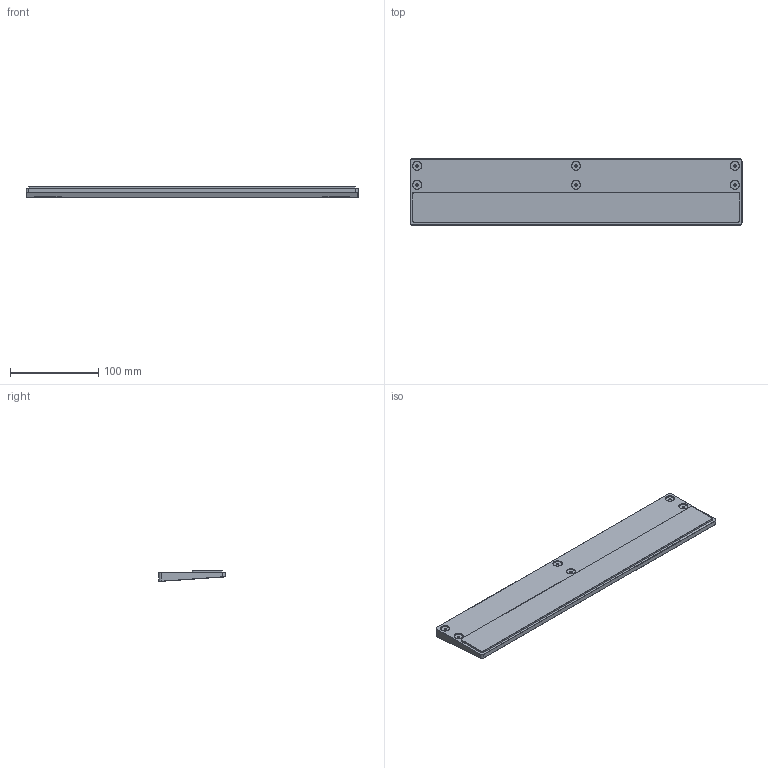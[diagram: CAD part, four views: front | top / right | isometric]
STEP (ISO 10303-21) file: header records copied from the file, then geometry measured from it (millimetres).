
FILE_DESCRIPTION(('FreeCAD Model'),'2;1');
FILE_NAME('Open CASCADE Shape Model','2023-06-18T01:47:36',('Author'),( ''),'Open CASCADE STEP processor 7.6','FreeCAD','Unknown');
FILE_SCHEMA(('AUTOMOTIVE_DESIGN { 1 0 10303 214 1 1 1 1 }'));
Length unit declared in the file: millimetre
Products named in the file (2): weight; Body028
Assembly tree (1 placements, depth 2):
  weight
    Body028
Bounding box: 375.4 x 74.84 x 12.42 mm (x, y, z)
Volume: 243780.3 mm3; surface area: 65130.6 mm2
Topology: 1 solids, 1 shells, 97 faces, 196 edges, 116 vertices
Faces by surface type: cylinder 40, plane 33, torus 20, bspline 4
Full cylindrical faces by diameter (mm): 2.5 x6, 10 x6
Entity records: 2700 total; most frequent: CARTESIAN_POINT 605, DIRECTION 472, ORIENTED_EDGE 392, EDGE_CURVE 196, AXIS2_PLACEMENT_3D 192, VERTEX_POINT 116, FACE_BOUND 112, EDGE_LOOP 112
